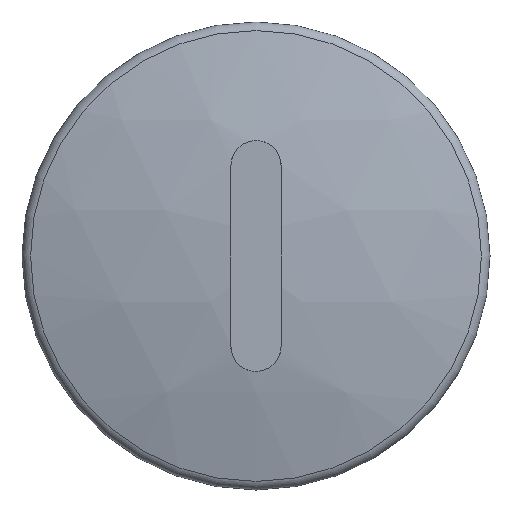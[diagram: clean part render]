
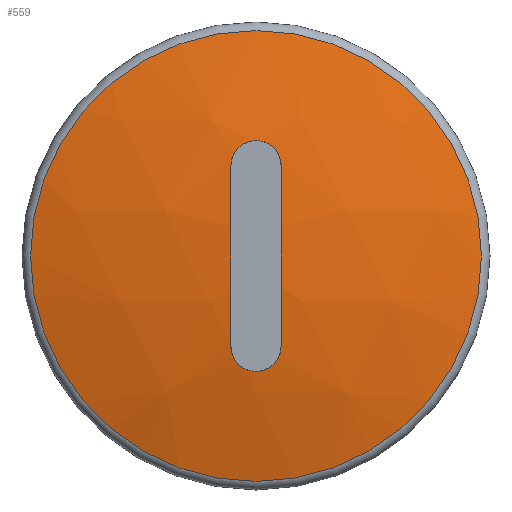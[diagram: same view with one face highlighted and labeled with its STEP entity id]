
A CAD part, left-side view. The second image highlights one B-rep face of the part: STEP entity #559.
In plain terms, the highlighted spherical face has radius 34.682 mm.
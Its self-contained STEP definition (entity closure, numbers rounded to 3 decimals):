
#19=SPHERICAL_SURFACE('',#608,34.683);
#32=FACE_BOUND('',#135,.T.);
#43=CIRCLE('',#607,9.527);
#44=CIRCLE('',#609,34.666);
#45=CIRCLE('',#610,34.666);
#93=FACE_OUTER_BOUND('',#134,.T.);
#134=EDGE_LOOP('',(#419));
#135=EDGE_LOOP('',(#420,#421,#422,#423));
#231=B_SPLINE_CURVE_WITH_KNOTS('',3,(#1596,#1597,#1598,#1599,#1600,#1601,
#1602,#1603,#1604,#1605,#1606,#1607,#1608,#1609,#1610,#1611,#1612,#1613),
 .UNSPECIFIED.,.F.,.F.,(4,2,2,2,2,2,2,2,4),(0.16,0.2,
0.241,0.28,0.32,0.36,0.4,
0.44,0.481),.UNSPECIFIED.);
#232=B_SPLINE_CURVE_WITH_KNOTS('',3,(#1616,#1617,#1618,#1619,#1620,#1621,
#1622,#1623,#1624,#1625,#1626,#1627,#1628,#1629,#1630,#1631,#1632,#1633,
#1634),.UNSPECIFIED.,.F.,.F.,(4,2,2,2,3,2,2,2,4),(-0.16,-0.12,
-0.08,-0.04,0.,0.04,0.08,
0.12,0.16),.UNSPECIFIED.);
#259=VERTEX_POINT('',#1589);
#260=VERTEX_POINT('',#1592);
#261=VERTEX_POINT('',#1593);
#262=VERTEX_POINT('',#1595);
#263=VERTEX_POINT('',#1614);
#321=EDGE_CURVE('',#259,#259,#43,.T.);
#322=EDGE_CURVE('',#260,#261,#44,.T.);
#323=EDGE_CURVE('',#261,#262,#231,.T.);
#324=EDGE_CURVE('',#262,#263,#45,.T.);
#325=EDGE_CURVE('',#263,#260,#232,.T.);
#419=ORIENTED_EDGE('',*,*,#321,.F.);
#420=ORIENTED_EDGE('',*,*,#322,.T.);
#421=ORIENTED_EDGE('',*,*,#323,.T.);
#422=ORIENTED_EDGE('',*,*,#324,.T.);
#423=ORIENTED_EDGE('',*,*,#325,.T.);
#559=ADVANCED_FACE('',(#93,#32),#19,.T.);
#607=AXIS2_PLACEMENT_3D('',#1590,#695,#696);
#608=AXIS2_PLACEMENT_3D('',#1591,#697,#698);
#609=AXIS2_PLACEMENT_3D('',#1594,#699,#700);
#610=AXIS2_PLACEMENT_3D('',#1615,#701,#702);
#695=DIRECTION('center_axis',(1.,0.,0.));
#696=DIRECTION('ref_axis',(0.,-1.,0.));
#697=DIRECTION('center_axis',(0.,0.,1.));
#698=DIRECTION('ref_axis',(1.,0.,0.));
#699=DIRECTION('center_axis',(0.,-1.,0.));
#700=DIRECTION('ref_axis',(0.,0.,1.));
#701=DIRECTION('center_axis',(0.,1.,0.));
#702=DIRECTION('ref_axis',(0.,0.,-1.));
#1589=CARTESIAN_POINT('',(-9.666,9.527,0.));
#1590=CARTESIAN_POINT('Origin',(-9.666,0.,
0.));
#1591=CARTESIAN_POINT('Origin',(23.683,0.,0.));
#1592=CARTESIAN_POINT('',(-10.773,-1.06,3.82));
#1593=CARTESIAN_POINT('',(-10.773,-1.06,-3.82));
#1594=CARTESIAN_POINT('Origin',(23.683,-1.06,0.));
#1595=CARTESIAN_POINT('',(-10.773,1.06,-3.82));
#1596=CARTESIAN_POINT('Ctrl Pts',(-10.773,-1.06,-3.82));
#1597=CARTESIAN_POINT('Ctrl Pts',(-10.758,-1.06,-3.953));
#1598=CARTESIAN_POINT('Ctrl Pts',(-10.742,-1.033,-4.095));
#1599=CARTESIAN_POINT('Ctrl Pts',(-10.713,-0.925,
-4.357));
#1600=CARTESIAN_POINT('Ctrl Pts',(-10.7,-0.843,
-4.476));
#1601=CARTESIAN_POINT('Ctrl Pts',(-10.679,-0.655,
-4.664));
#1602=CARTESIAN_POINT('Ctrl Pts',(-10.67,-0.536,-4.745));
#1603=CARTESIAN_POINT('Ctrl Pts',(-10.658,-0.275,
-4.853));
#1604=CARTESIAN_POINT('Ctrl Pts',(-10.655,-0.133,
-4.88));
#1605=CARTESIAN_POINT('Ctrl Pts',(-10.655,0.133,-4.88));
#1606=CARTESIAN_POINT('Ctrl Pts',(-10.658,0.275,-4.853));
#1607=CARTESIAN_POINT('Ctrl Pts',(-10.67,0.536,-4.745));
#1608=CARTESIAN_POINT('Ctrl Pts',(-10.679,0.655,-4.664));
#1609=CARTESIAN_POINT('Ctrl Pts',(-10.7,0.843,-4.476));
#1610=CARTESIAN_POINT('Ctrl Pts',(-10.713,0.925,-4.357));
#1611=CARTESIAN_POINT('Ctrl Pts',(-10.742,1.033,-4.095));
#1612=CARTESIAN_POINT('Ctrl Pts',(-10.758,1.06,-3.953));
#1613=CARTESIAN_POINT('Ctrl Pts',(-10.773,1.06,-3.82));
#1614=CARTESIAN_POINT('',(-10.773,1.06,3.82));
#1615=CARTESIAN_POINT('Origin',(23.683,1.06,0.));
#1616=CARTESIAN_POINT('Ctrl Pts',(-10.773,1.06,3.82));
#1617=CARTESIAN_POINT('Ctrl Pts',(-10.758,1.06,3.953));
#1618=CARTESIAN_POINT('Ctrl Pts',(-10.742,1.033,4.095));
#1619=CARTESIAN_POINT('Ctrl Pts',(-10.713,0.925,4.357));
#1620=CARTESIAN_POINT('Ctrl Pts',(-10.7,0.843,4.476));
#1621=CARTESIAN_POINT('Ctrl Pts',(-10.679,0.655,4.664));
#1622=CARTESIAN_POINT('Ctrl Pts',(-10.67,0.536,4.745));
#1623=CARTESIAN_POINT('Ctrl Pts',(-10.658,0.275,4.853));
#1624=CARTESIAN_POINT('Ctrl Pts',(-10.655,0.133,4.88));
#1625=CARTESIAN_POINT('Ctrl Pts',(-10.655,0.,
4.88));
#1626=CARTESIAN_POINT('Ctrl Pts',(-10.655,-0.133,
4.88));
#1627=CARTESIAN_POINT('Ctrl Pts',(-10.658,-0.275,
4.853));
#1628=CARTESIAN_POINT('Ctrl Pts',(-10.67,-0.536,4.745));
#1629=CARTESIAN_POINT('Ctrl Pts',(-10.679,-0.655,4.664));
#1630=CARTESIAN_POINT('Ctrl Pts',(-10.7,-0.843,
4.476));
#1631=CARTESIAN_POINT('Ctrl Pts',(-10.713,-0.925,
4.357));
#1632=CARTESIAN_POINT('Ctrl Pts',(-10.742,-1.033,4.095));
#1633=CARTESIAN_POINT('Ctrl Pts',(-10.758,-1.06,3.953));
#1634=CARTESIAN_POINT('Ctrl Pts',(-10.773,-1.06,3.82));
